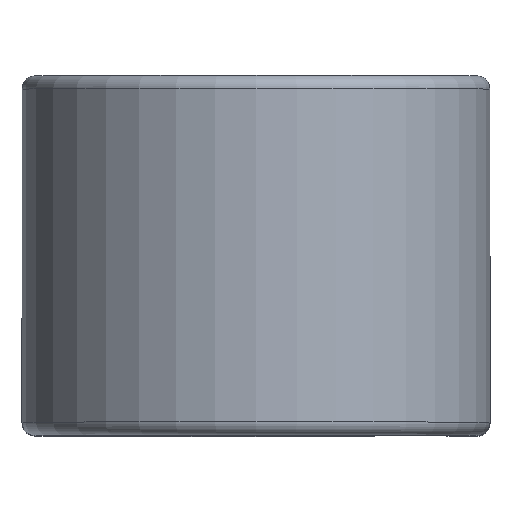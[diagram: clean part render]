
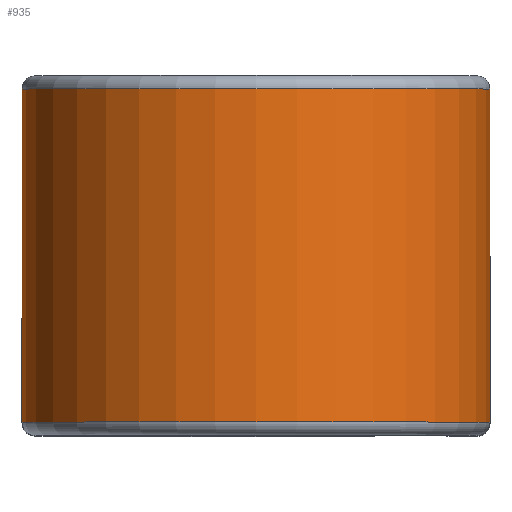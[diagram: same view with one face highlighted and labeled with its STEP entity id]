
A CAD part, top view. The second image highlights one B-rep face of the part: STEP entity #935.
In plain terms, the highlighted cylindrical face has radius 13.424 mm (diameter 26.848 mm), a partial arc.
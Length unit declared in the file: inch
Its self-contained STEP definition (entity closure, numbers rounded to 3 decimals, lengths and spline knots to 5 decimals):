
#222 = EDGE_CURVE ( 'NONE', #1486, #1353, #2382, .T. ) ;
#281 = LINE ( 'NONE', #314, #834 ) ;
#314 = CARTESIAN_POINT ( 'NONE',  ( -0.5285, 0.37625, 0.812 ) ) ;
#326 = LINE ( 'NONE', #1916, #2734 ) ;
#398 = VERTEX_POINT ( 'NONE', #612 ) ;
#409 = CARTESIAN_POINT ( 'NONE',  ( 0., -0.37625, 0.812 ) ) ;
#612 = CARTESIAN_POINT ( 'NONE',  ( 0.5285, -0.37625, 0.812 ) ) ;
#627 = DIRECTION ( 'NONE',  ( 0., 0., -1. ) ) ;
#628 = CYLINDRICAL_SURFACE ( 'NONE', #1200, 0.5285 ) ;
#726 = EDGE_CURVE ( 'NONE', #1198, #1353, #281, .T. ) ;
#834 = VECTOR ( 'NONE', #1963, 39.37008 ) ;
#935 = ADVANCED_FACE ( 'NONE', ( #1619 ), #628, .T. ) ;
#973 = CARTESIAN_POINT ( 'NONE',  ( -0.5285, 0.37625, 0.812 ) ) ;
#1003 = ORIENTED_EDGE ( 'NONE', *, *, #222, .T. ) ;
#1136 = CARTESIAN_POINT ( 'NONE',  ( -0.5285, -0.37625, 0.812 ) ) ;
#1158 = EDGE_LOOP ( 'NONE', ( #1897, #1003, #1950, #2407 ) ) ;
#1198 = VERTEX_POINT ( 'NONE', #1136 ) ;
#1200 = AXIS2_PLACEMENT_3D ( 'NONE', #2392, #1223, #1469 ) ;
#1201 = DIRECTION ( 'NONE',  ( 0., 1., 0. ) ) ;
#1208 = CARTESIAN_POINT ( 'NONE',  ( 0., 0.37625, 0.812 ) ) ;
#1223 = DIRECTION ( 'NONE',  ( 0., -1., 0. ) ) ;
#1287 = DIRECTION ( 'NONE',  ( 0., -1., 0. ) ) ;
#1321 = AXIS2_PLACEMENT_3D ( 'NONE', #409, #2043, #627 ) ;
#1353 = VERTEX_POINT ( 'NONE', #973 ) ;
#1469 = DIRECTION ( 'NONE',  ( 0., 0., -1. ) ) ;
#1486 = VERTEX_POINT ( 'NONE', #2448 ) ;
#1619 = FACE_OUTER_BOUND ( 'NONE', #1158, .T. ) ;
#1884 = EDGE_CURVE ( 'NONE', #398, #1198, #2329, .T. ) ;
#1897 = ORIENTED_EDGE ( 'NONE', *, *, #2169, .T. ) ;
#1916 = CARTESIAN_POINT ( 'NONE',  ( 0.5285, 0.37625, 0.812 ) ) ;
#1950 = ORIENTED_EDGE ( 'NONE', *, *, #726, .F. ) ;
#1959 = DIRECTION ( 'NONE',  ( 0., 0., -1. ) ) ;
#1963 = DIRECTION ( 'NONE',  ( 0., 1., 0. ) ) ;
#2043 = DIRECTION ( 'NONE',  ( 0., -1., 0. ) ) ;
#2169 = EDGE_CURVE ( 'NONE', #398, #1486, #326, .T. ) ;
#2329 = CIRCLE ( 'NONE', #1321, 0.5285 ) ;
#2382 = CIRCLE ( 'NONE', #2444, 0.5285 ) ;
#2392 = CARTESIAN_POINT ( 'NONE',  ( 0., 0.375, 0.812 ) ) ;
#2407 = ORIENTED_EDGE ( 'NONE', *, *, #1884, .F. ) ;
#2444 = AXIS2_PLACEMENT_3D ( 'NONE', #1208, #1287, #1959 ) ;
#2448 = CARTESIAN_POINT ( 'NONE',  ( 0.5285, 0.37625, 0.812 ) ) ;
#2734 = VECTOR ( 'NONE', #1201, 39.37008 ) ;
